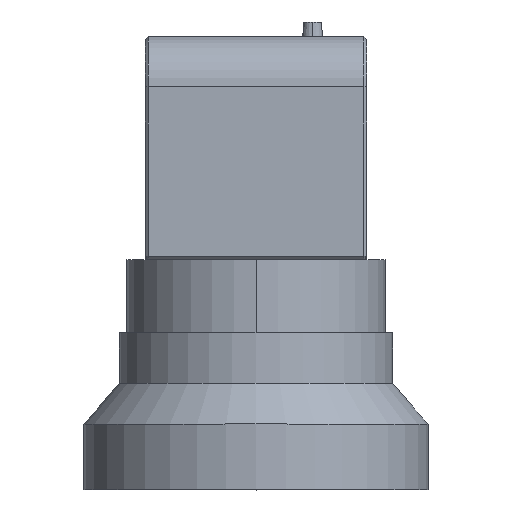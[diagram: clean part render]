
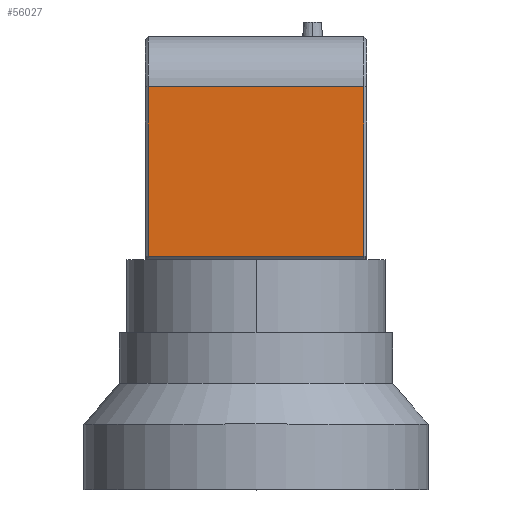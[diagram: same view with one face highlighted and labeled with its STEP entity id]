
A CAD part, top view. The second image highlights one B-rep face of the part: STEP entity #56027.
In plain terms, the highlighted planar face has unit normal (0, 0, 1).
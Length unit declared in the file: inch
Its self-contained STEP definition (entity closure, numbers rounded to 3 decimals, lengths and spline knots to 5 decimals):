
#14817 = CARTESIAN_POINT ( 'NONE',  ( -20.42802, 1.02273, -0.75866 ) ) ;
#14819 = CARTESIAN_POINT ( 'NONE',  ( -23.38077, 1.02273, -0.75866 ) ) ;
#14830 = CARTESIAN_POINT ( 'NONE',  ( -20.42802, -1.30011, -0.75866 ) ) ;
#14831 = CARTESIAN_POINT ( 'NONE',  ( -23.38077, -1.30011, -0.75866 ) ) ;
#44619 = AXIS2_PLACEMENT_3D ( 'NONE', #46819, #46820, #46821 ) ;
#46810 = PLANE ( 'NONE',  #44619 ) ;
#46819 = CARTESIAN_POINT ( 'NONE',  ( -23.42014, -1.33948, -0.75866 ) ) ;
#46820 = DIRECTION ( 'NONE',  ( 0., 0., 1. ) ) ;
#46821 = DIRECTION ( 'NONE',  ( 0., -1., 0. ) ) ;
#47534 = FACE_OUTER_BOUND ( 'NONE', #60991, .T. ) ;
#54358 = LINE ( 'NONE', #70870, #54361 ) ;
#54361 = VECTOR ( 'NONE', #70872, 39.37008 ) ;
#54371 = LINE ( 'NONE', #70887, #54374 ) ;
#54374 = VECTOR ( 'NONE', #70888, 39.37008 ) ;
#56027 = ADVANCED_FACE ( 'NONE', ( #47534 ), #46810, .T. ) ;
#58522 = EDGE_CURVE ( 'NONE', #73269, #73285, #54358, .T. ) ;
#58529 = EDGE_CURVE ( 'NONE', #73285, #73283, #54371, .T. ) ;
#58553 = EDGE_CURVE ( 'NONE', #73267, #73269, #71989, .T. ) ;
#58590 = EDGE_CURVE ( 'NONE', #73283, #73267, #72099, .T. ) ;
#60527 = ORIENTED_EDGE ( 'NONE', *, *, #58553, .T. ) ;
#60528 = ORIENTED_EDGE ( 'NONE', *, *, #58522, .T. ) ;
#60529 = ORIENTED_EDGE ( 'NONE', *, *, #58529, .T. ) ;
#60530 = ORIENTED_EDGE ( 'NONE', *, *, #58590, .T. ) ;
#60991 = EDGE_LOOP ( 'NONE', ( #60527, #60528, #60529, #60530 ) ) ;
#70870 = CARTESIAN_POINT ( 'NONE',  ( -23.38077, -1.33948, -0.75866 ) ) ;
#70872 = DIRECTION ( 'NONE',  ( 0., -1., 0. ) ) ;
#70887 = CARTESIAN_POINT ( 'NONE',  ( -20.38865, -1.30011, -0.75866 ) ) ;
#70888 = DIRECTION ( 'NONE',  ( 1., 0., 0. ) ) ;
#70936 = CARTESIAN_POINT ( 'NONE',  ( -23.42014, 1.02273, -0.75866 ) ) ;
#70937 = DIRECTION ( 'NONE',  ( -1., 0., 0. ) ) ;
#71019 = DIRECTION ( 'NONE',  ( 0., 1., 0. ) ) ;
#71025 = CARTESIAN_POINT ( 'NONE',  ( -20.42802, 1.02273, -0.75866 ) ) ;
#71989 = LINE ( 'NONE', #70936, #71995 ) ;
#71995 = VECTOR ( 'NONE', #70937, 39.37008 ) ;
#72099 = LINE ( 'NONE', #71025, #72113 ) ;
#72113 = VECTOR ( 'NONE', #71019, 39.37008 ) ;
#73267 = VERTEX_POINT ( 'NONE', #14817 ) ;
#73269 = VERTEX_POINT ( 'NONE', #14819 ) ;
#73283 = VERTEX_POINT ( 'NONE', #14830 ) ;
#73285 = VERTEX_POINT ( 'NONE', #14831 ) ;
